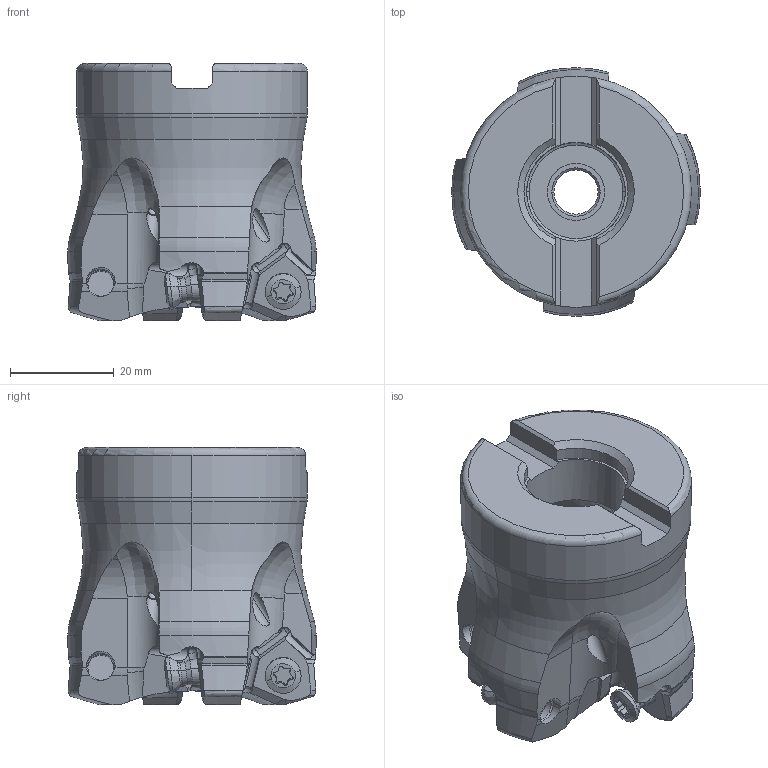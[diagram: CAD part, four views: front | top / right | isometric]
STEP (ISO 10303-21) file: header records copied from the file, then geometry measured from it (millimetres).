
FILE_DESCRIPTION(/* description */ (''),/* implementation_level */ '2;1');
FILE_NAME(/* name */ 'WJX14UR2_0004AA.stp',/* time_stamp */ '2019-02-12T19:00:11+09:00',/* author */ (''),/* organization */ (''),/* preprocessor_version */ 'ST-DEVELOPER v16',/* originating_system */ 'SIEMENS PLM Software NX 10.0',/* authorisation */ '');
FILE_SCHEMA (('AUTOMOTIVE_DESIGN { 1 0 10303 214 3 1 1 1 }'));
Length unit declared in the file: millimetre
Products named in the file (1): WJX14UR2_0004AA_ASM
Bounding box: 47.8 x 47.8 x 49.5 mm (x, y, z)
Volume: 48664.1 mm3; surface area: 16131.9 mm2
Topology: 6 solids, 6 shells, 594 faces, 1743 edges, 1139 vertices
Faces by surface type: cylinder 244, plane 168, torus 62, cone 54, sphere 44, bspline 22
Entity records: 24709 total; most frequent: CARTESIAN_POINT 9268, ORIENTED_EDGE 3446, DIRECTION 3060, EDGE_CURVE 1723, AXIS2_PLACEMENT_3D 1291, VERTEX_POINT 1139, EDGE_LOOP 612, ADVANCED_FACE 594
